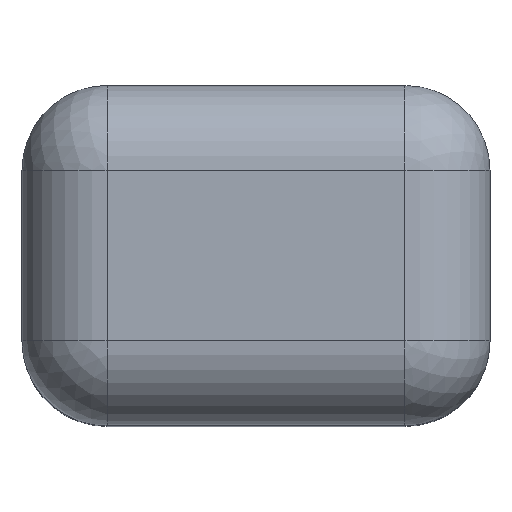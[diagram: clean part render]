
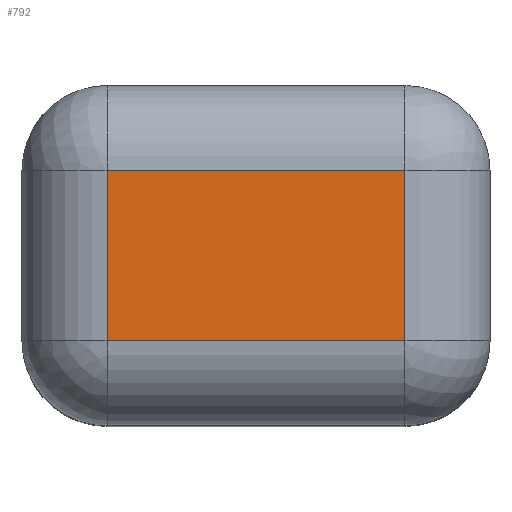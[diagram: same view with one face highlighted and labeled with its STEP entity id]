
A CAD part, top view. The second image highlights one B-rep face of the part: STEP entity #792.
In plain terms, the highlighted planar face has unit normal (0, 0, 1).
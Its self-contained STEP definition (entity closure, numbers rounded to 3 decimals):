
#37=LINE('',#1861,#59);
#39=LINE('',#1864,#61);
#43=LINE('',#1870,#65);
#45=LINE('',#1873,#67);
#59=VECTOR('',#1085,3.5);
#61=VECTOR('',#1089,2.);
#65=VECTOR('',#1097,3.5);
#67=VECTOR('',#1101,2.);
#204=FACE_OUTER_BOUND('',#269,.T.);
#269=EDGE_LOOP('',(#705,#706,#707,#708));
#388=VERTEX_POINT('',#1821);
#391=VERTEX_POINT('',#1828);
#394=VERTEX_POINT('',#1835);
#397=VERTEX_POINT('',#1844);
#497=EDGE_CURVE('',#391,#397,#37,.T.);
#499=EDGE_CURVE('',#397,#394,#39,.T.);
#503=EDGE_CURVE('',#394,#388,#43,.T.);
#505=EDGE_CURVE('',#388,#391,#45,.T.);
#705=ORIENTED_EDGE('',*,*,#497,.F.);
#706=ORIENTED_EDGE('',*,*,#505,.F.);
#707=ORIENTED_EDGE('',*,*,#503,.F.);
#708=ORIENTED_EDGE('',*,*,#499,.F.);
#737=PLANE('',#894);
#792=ADVANCED_FACE('',(#204),#737,.T.);
#894=AXIS2_PLACEMENT_3D('',#1879,#1111,#1112);
#1085=DIRECTION('',(-1.,0.,0.));
#1089=DIRECTION('',(0.,1.,0.));
#1097=DIRECTION('',(1.,0.,0.));
#1101=DIRECTION('',(0.,-1.,0.));
#1111=DIRECTION('center_axis',(0.,0.,1.));
#1112=DIRECTION('ref_axis',(1.,0.,0.));
#1821=CARTESIAN_POINT('',(1.75,1.,10.));
#1828=CARTESIAN_POINT('',(1.75,-1.,10.));
#1835=CARTESIAN_POINT('',(-1.75,1.,10.));
#1844=CARTESIAN_POINT('',(-1.75,-1.,10.));
#1861=CARTESIAN_POINT('',(-1.375,-1.,10.));
#1864=CARTESIAN_POINT('',(-1.75,1.,10.));
#1870=CARTESIAN_POINT('',(1.375,1.,10.));
#1873=CARTESIAN_POINT('',(1.75,-1.,10.));
#1879=CARTESIAN_POINT('Origin',(0.,0.,10.));
